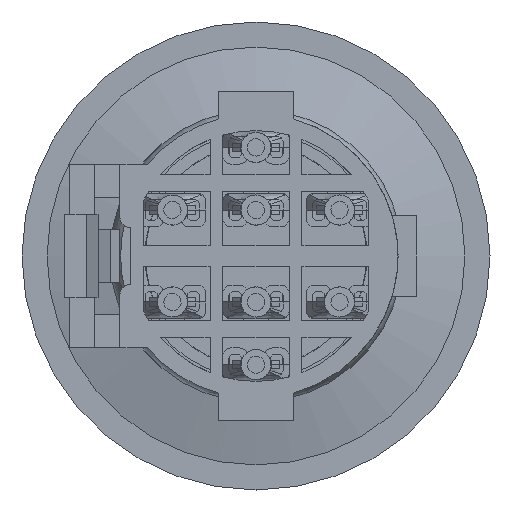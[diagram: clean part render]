
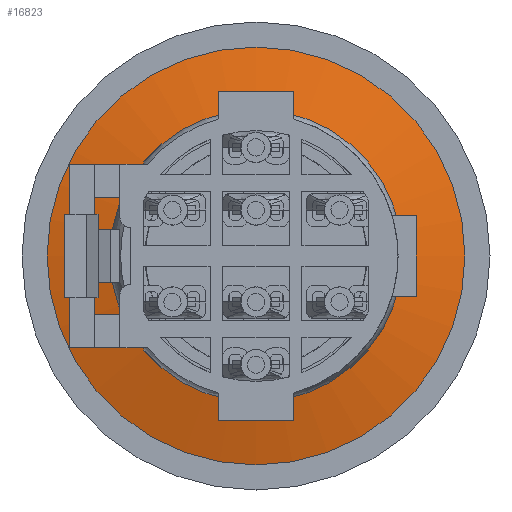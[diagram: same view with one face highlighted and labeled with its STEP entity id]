
A CAD part, front view. The second image highlights one B-rep face of the part: STEP entity #16823.
In plain terms, the highlighted conical face has half-angle 76.504 degrees and reference radius 10.625 mm.
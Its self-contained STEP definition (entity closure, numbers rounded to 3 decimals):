
#175=CONICAL_SURFACE('',#17948,10.625,1.335);
#1136=FACE_OUTER_BOUND('',#2028,.T.);
#2028=EDGE_LOOP('',(#13033,#13034,#13035,#13036,#13037,#13038));
#3486=LINE('',#25846,#5339);
#5339=VECTOR('',#20793,10.625);
#6585=CIRCLE('',#17946,8.75);
#6586=CIRCLE('',#17947,8.75);
#6587=CIRCLE('',#17949,12.5);
#6588=CIRCLE('',#17950,12.5);
#7741=VERTEX_POINT('',#25836);
#7742=VERTEX_POINT('',#25837);
#7743=VERTEX_POINT('',#25842);
#7744=VERTEX_POINT('',#25843);
#9705=EDGE_CURVE('',#7741,#7742,#6585,.T.);
#9706=EDGE_CURVE('',#7742,#7741,#6586,.T.);
#9708=EDGE_CURVE('',#7743,#7744,#6587,.T.);
#9709=EDGE_CURVE('',#7744,#7743,#6588,.T.);
#9710=EDGE_CURVE('',#7744,#7742,#3486,.T.);
#13033=ORIENTED_EDGE('',*,*,#9708,.F.);
#13034=ORIENTED_EDGE('',*,*,#9709,.F.);
#13035=ORIENTED_EDGE('',*,*,#9710,.T.);
#13036=ORIENTED_EDGE('',*,*,#9706,.T.);
#13037=ORIENTED_EDGE('',*,*,#9705,.T.);
#13038=ORIENTED_EDGE('',*,*,#9710,.F.);
#16823=ADVANCED_FACE('',(#1136),#175,.T.);
#17946=AXIS2_PLACEMENT_3D('',#25838,#20782,#20783);
#17947=AXIS2_PLACEMENT_3D('',#25839,#20784,#20785);
#17948=AXIS2_PLACEMENT_3D('',#25841,#20787,#20788);
#17949=AXIS2_PLACEMENT_3D('',#25844,#20789,#20790);
#17950=AXIS2_PLACEMENT_3D('',#25845,#20791,#20792);
#20782=DIRECTION('center_axis',(0.,1.,0.));
#20783=DIRECTION('ref_axis',(-1.,0.,0.));
#20784=DIRECTION('center_axis',(0.,1.,0.));
#20785=DIRECTION('ref_axis',(-1.,0.,0.));
#20787=DIRECTION('center_axis',(0.,1.,0.));
#20788=DIRECTION('ref_axis',(-1.,0.,0.));
#20789=DIRECTION('center_axis',(0.,1.,0.));
#20790=DIRECTION('ref_axis',(-1.,0.,0.));
#20791=DIRECTION('center_axis',(0.,1.,0.));
#20792=DIRECTION('ref_axis',(-1.,0.,0.));
#20793=DIRECTION('',(-0.972,-0.233,0.));
#25836=CARTESIAN_POINT('',(-8.75,16.2,0.));
#25837=CARTESIAN_POINT('',(8.75,16.2,0.));
#25838=CARTESIAN_POINT('Origin',(0.,16.2,
0.));
#25839=CARTESIAN_POINT('Origin',(0.,16.2,
0.));
#25841=CARTESIAN_POINT('Origin',(0.,16.65,
0.));
#25842=CARTESIAN_POINT('',(-12.5,17.1,0.));
#25843=CARTESIAN_POINT('',(12.5,17.1,0.));
#25844=CARTESIAN_POINT('Origin',(0.,17.1,
0.));
#25845=CARTESIAN_POINT('Origin',(0.,17.1,
0.));
#25846=CARTESIAN_POINT('',(10.625,16.65,0.));
